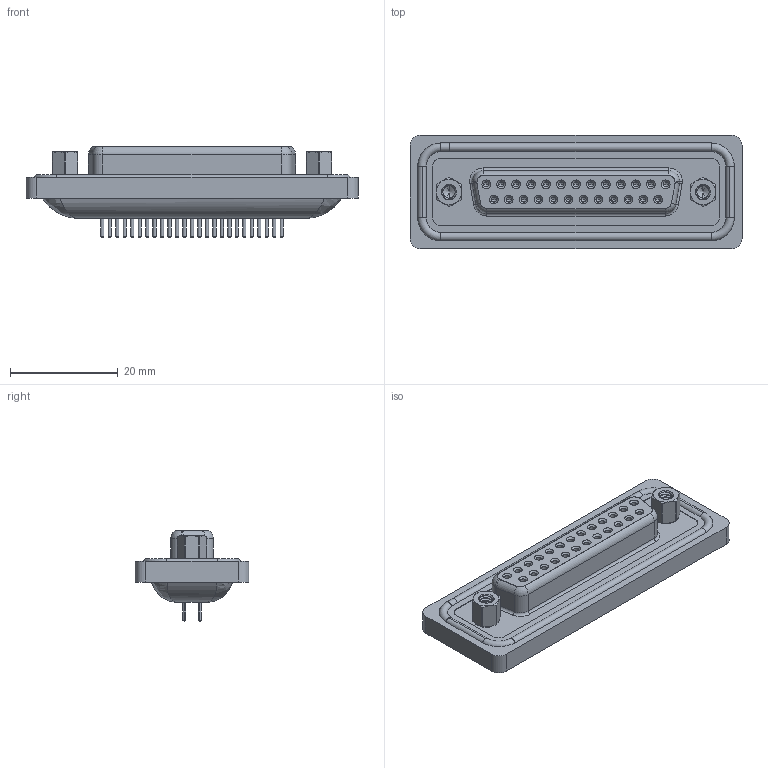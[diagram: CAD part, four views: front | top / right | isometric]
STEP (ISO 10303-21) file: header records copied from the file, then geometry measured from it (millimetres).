
FILE_DESCRIPTION (( 'STEP AP203' ), '1' );
FILE_NAME ('628-W25-620-012.STEP', '2021-04-06T15:02:22', ( '' ), ( '' ), 'SwSTEP 2.0', 'SolidWorks 2020', '' );
FILE_SCHEMA (( 'CONFIG_CONTROL_DESIGN' ));
Length unit declared in the file: millimetre
Products named in the file (8): 628W Waterproof Housing_25 Contacts; 628W Contact Row 2_20; 628W Contact Row 1_20; 628W Housing_25 Contacts; 628W 4-40 Threaded Rivet; 628W Shell Front_25 Contacts; 628W 4-40 Hex Standoff; 628-W25-620-012
Assembly tree (32 placements, depth 2):
  628-W25-620-012
    628W Housing_25 Contacts
    628W Shell Front_25 Contacts
    628W Contact Row 1_20  x13
    628W Contact Row 2_20  x12
    628W 4-40 Threaded Rivet  x2
    628W Waterproof Housing_25 Contacts
    628W 4-40 Hex Standoff  x2
Bounding box: 61.5 x 21.1 x 16.85 mm (x, y, z)
Volume: 8488.4 mm3; surface area: 13359.2 mm2
Topology: 33 solids, 33 shells, 1848 faces, 4380 edges, 2709 vertices
Faces by surface type: cylinder 745, plane 476, torus 400, cone 205, bspline 22
Entity records: 28922 total; most frequent: CARTESIAN_POINT 8550, DIRECTION 4267, ORIENTED_EDGE 3720, EDGE_CURVE 1860, AXIS2_PLACEMENT_3D 1790, VERTEX_POINT 1187, EDGE_LOOP 991, CIRCLE 983
